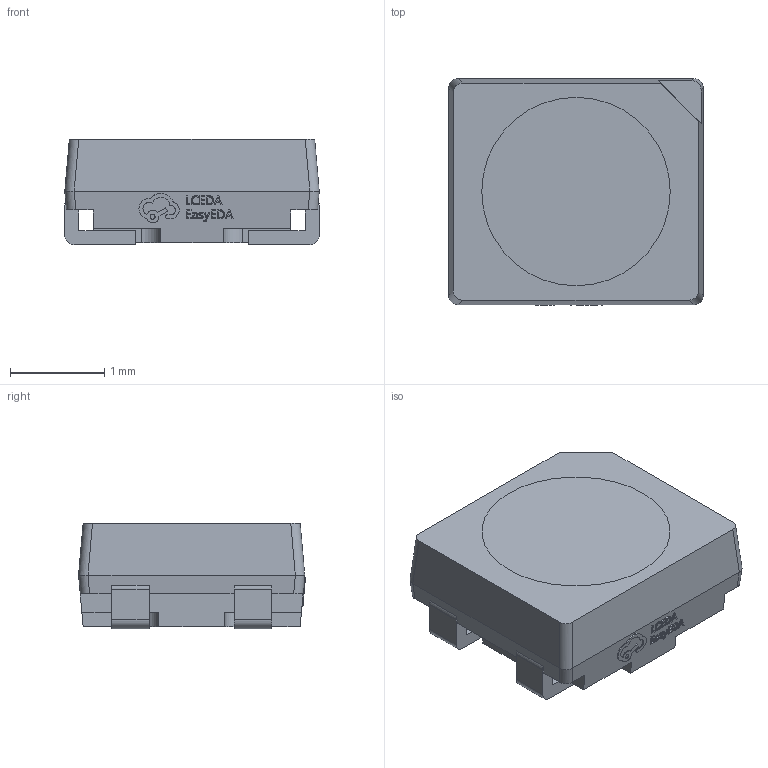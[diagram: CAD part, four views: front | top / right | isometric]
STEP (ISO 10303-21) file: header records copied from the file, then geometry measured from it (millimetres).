
FILE_DESCRIPTION (( 'STEP AP214' ), '1' );
FILE_NAME ('LED-SMD_4P-L2.7-W2.4-TL_WS2812C-2427.STEP', '2022-09-14T14:20:57', ( '' ), ( '' ), 'SwSTEP 2.0', 'SolidWorks 2020', '' );
FILE_SCHEMA (( 'AUTOMOTIVE_DESIGN' ));
Length unit declared in the file: millimetre
Products named in the file (1): LED-SMD_4P-L2.7-W2.4-TL_WS2812C-2427
Bounding box: 2.7 x 2.41 x 1.12 mm (x, y, z)
Volume: 4.4 mm3; surface area: 37.7 mm2
Topology: 2 solids, 2 shells, 307 faces, 841 edges, 558 vertices
Faces by surface type: plane 185, bspline 98, cylinder 20, cone 4
Entity records: 13575 total; most frequent: CARTESIAN_POINT 3049, ORIENTED_EDGE 1682, DIRECTION 1081, EDGE_CURVE 841, LINE 597, VECTOR 597, VERTEX_POINT 558, EDGE_LOOP 327
